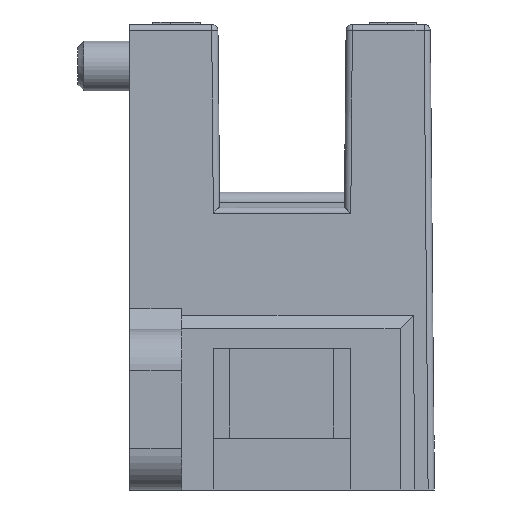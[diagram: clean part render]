
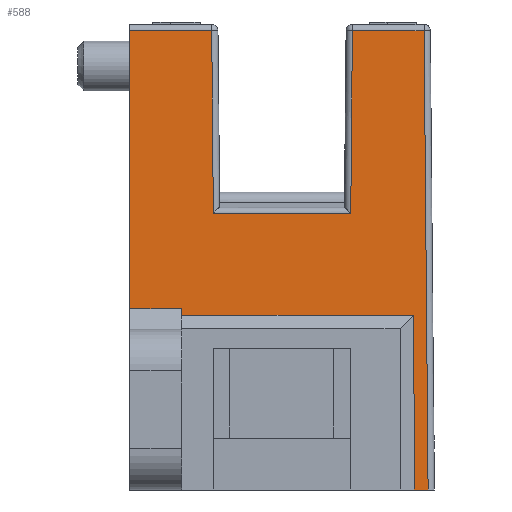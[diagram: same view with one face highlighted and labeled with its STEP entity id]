
A CAD part, front view. The second image highlights one B-rep face of the part: STEP entity #588.
In plain terms, the highlighted planar face has unit normal (0, -1, 0.009).
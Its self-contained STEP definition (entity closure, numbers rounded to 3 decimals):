
#588=ADVANCED_FACE('',(#868),#716,.T.);
#716=PLANE('',#3530);
#868=FACE_OUTER_BOUND('',#1047,.T.);
#1047=EDGE_LOOP('',(#1791,#1792,#1793,#1794,#1795,#1796,#1797,#1798,#1799,
#1800,#1801,#1802,#1803));
#1791=ORIENTED_EDGE('',*,*,#2589,.T.);
#1792=ORIENTED_EDGE('',*,*,#2275,.F.);
#1793=ORIENTED_EDGE('',*,*,#2273,.F.);
#1794=ORIENTED_EDGE('',*,*,#2228,.T.);
#1795=ORIENTED_EDGE('',*,*,#2581,.T.);
#1796=ORIENTED_EDGE('',*,*,#2414,.T.);
#1797=ORIENTED_EDGE('',*,*,#2449,.T.);
#1798=ORIENTED_EDGE('',*,*,#2510,.T.);
#1799=ORIENTED_EDGE('',*,*,#2503,.T.);
#1800=ORIENTED_EDGE('',*,*,#2546,.T.);
#1801=ORIENTED_EDGE('',*,*,#2428,.T.);
#1802=ORIENTED_EDGE('',*,*,#2467,.F.);
#1803=ORIENTED_EDGE('',*,*,#2466,.T.);
#1944=VERTEX_POINT('',#4455);
#1945=VERTEX_POINT('',#4456);
#1977=VERTEX_POINT('',#4546);
#1978=VERTEX_POINT('',#4550);
#2070=VERTEX_POINT('',#4833);
#2072=VERTEX_POINT('',#4837);
#2079=VERTEX_POINT('',#4861);
#2082=VERTEX_POINT('',#4866);
#2094=VERTEX_POINT('',#4906);
#2104=VERTEX_POINT('',#4938);
#2106=VERTEX_POINT('',#4942);
#2131=VERTEX_POINT('',#5016);
#2133=VERTEX_POINT('',#5019);
#2228=EDGE_CURVE('',#1944,#1945,#2648,.T.);
#2273=EDGE_CURVE('',#1944,#1977,#2693,.T.);
#2275=EDGE_CURVE('',#1977,#1978,#2695,.T.);
#2414=EDGE_CURVE('',#2070,#2072,#2816,.T.);
#2428=EDGE_CURVE('',#2079,#2082,#2822,.T.);
#2449=EDGE_CURVE('',#2072,#2094,#2831,.T.);
#2466=EDGE_CURVE('',#2104,#2106,#2848,.T.);
#2467=EDGE_CURVE('',#2104,#2082,#2849,.T.);
#2503=EDGE_CURVE('',#2133,#2131,#2873,.T.);
#2510=EDGE_CURVE('',#2094,#2133,#2877,.T.);
#2546=EDGE_CURVE('',#2131,#2079,#2910,.T.);
#2581=EDGE_CURVE('',#1945,#2070,#2944,.T.);
#2589=EDGE_CURVE('',#2106,#1978,#2952,.T.);
#2648=LINE('',#4454,#3011);
#2693=LINE('',#4545,#3056);
#2695=LINE('',#4549,#3058);
#2816=LINE('',#4838,#3179);
#2822=LINE('',#4867,#3185);
#2831=LINE('',#4909,#3194);
#2848=LINE('',#4943,#3211);
#2849=LINE('',#4945,#3212);
#2873=LINE('',#5018,#3236);
#2877=LINE('',#5033,#3240);
#2910=LINE('',#5104,#3273);
#2944=LINE('',#5172,#3307);
#2952=LINE('',#5186,#3315);
#3011=VECTOR('',#3619,1.);
#3056=VECTOR('',#3690,1.);
#3058=VECTOR('',#3694,1.);
#3179=VECTOR('',#3961,1.);
#3185=VECTOR('',#3993,1.);
#3194=VECTOR('',#4044,1.);
#3211=VECTOR('',#4071,1.);
#3212=VECTOR('',#4074,1.);
#3236=VECTOR('',#4144,1.);
#3240=VECTOR('',#4158,1.);
#3273=VECTOR('',#4225,1.);
#3307=VECTOR('',#4293,1.);
#3315=VECTOR('',#4313,1.);
#3530=AXIS2_PLACEMENT_3D('',#5187,#4314,#4315);
#3619=DIRECTION('',(0.005,-0.009,-1.));
#3690=DIRECTION('',(-1.,0.,0.));
#3694=DIRECTION('',(-0.709,-0.006,-0.705));
#3961=DIRECTION('',(-0.009,0.009,1.));
#3993=DIRECTION('',(-1.,0.,0.));
#4044=DIRECTION('',(-1.,0.,0.));
#4071=DIRECTION('',(1.,0.,0.));
#4074=DIRECTION('',(0.,0.009,1.));
#4144=DIRECTION('',(-1.,0.,0.));
#4158=DIRECTION('',(-0.009,-0.009,-1.));
#4225=DIRECTION('',(-0.009,0.009,1.));
#4293=DIRECTION('',(1.,0.,0.));
#4313=DIRECTION('',(0.,-0.009,-1.));
#4314=DIRECTION('',(0.,-1.,0.009));
#4315=DIRECTION('',(0.,-0.009,-1.));
#4454=CARTESIAN_POINT('',(256.69,33.248,-80.115));
#4455=CARTESIAN_POINT('',(256.722,33.195,-86.113));
#4456=CARTESIAN_POINT('',(256.766,33.122,-94.53));
#4545=CARTESIAN_POINT('',(240.391,33.195,-86.113));
#4546=CARTESIAN_POINT('',(245.562,33.195,-86.113));
#4549=CARTESIAN_POINT('',(245.919,33.198,-85.757));
#4550=CARTESIAN_POINT('',(245.558,33.195,-86.117));
#4833=CARTESIAN_POINT('',(257.42,33.122,-94.53));
#4837=CARTESIAN_POINT('',(257.227,33.315,-72.427));
#4838=CARTESIAN_POINT('',(257.293,33.248,-80.053));
#4861=CARTESIAN_POINT('',(247.008,33.315,-72.427));
#4866=CARTESIAN_POINT('',(243.058,33.315,-72.427));
#4867=CARTESIAN_POINT('',(243.058,33.315,-72.427));
#4906=CARTESIAN_POINT('',(253.775,33.315,-72.427));
#4909=CARTESIAN_POINT('',(253.278,33.315,-72.427));
#4938=CARTESIAN_POINT('',(243.058,33.198,-85.8));
#4942=CARTESIAN_POINT('',(245.558,33.198,-85.8));
#4943=CARTESIAN_POINT('',(240.391,33.198,-85.8));
#4945=CARTESIAN_POINT('',(243.058,33.247,-80.2));
#5016=CARTESIAN_POINT('',(247.085,33.238,-81.227));
#5018=CARTESIAN_POINT('',(240.391,33.238,-81.227));
#5019=CARTESIAN_POINT('',(253.698,33.238,-81.227));
#5033=CARTESIAN_POINT('',(253.706,33.246,-80.312));
#5104=CARTESIAN_POINT('',(247.076,33.247,-80.137));
#5172=CARTESIAN_POINT('',(240.391,33.122,-94.53));
#5186=CARTESIAN_POINT('',(245.558,33.247,-80.2));
#5187=CARTESIAN_POINT('',(240.391,33.247,-80.2));
